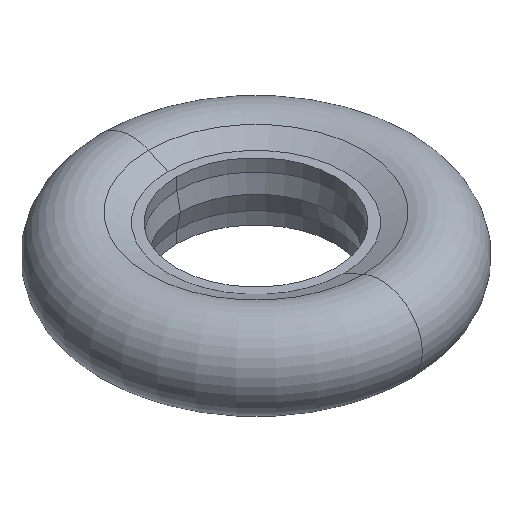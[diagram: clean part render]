
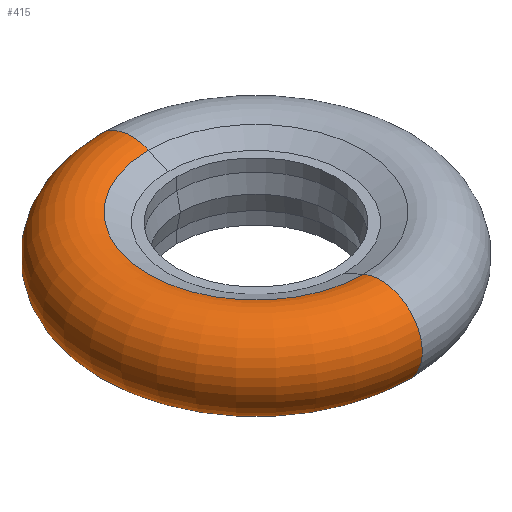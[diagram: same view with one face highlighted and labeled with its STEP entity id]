
A CAD part, isometric view. The second image highlights one B-rep face of the part: STEP entity #415.
In plain terms, the highlighted toroidal (fillet/blend) face has major radius 75 mm and minor radius 25 mm.
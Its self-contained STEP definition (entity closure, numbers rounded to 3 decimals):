
#16 = CARTESIAN_POINT ( 'NONE',  ( 0., -75., -22.5 ) ) ;
#19 = DIRECTION ( 'NONE',  ( 0., 1., 0. ) ) ;
#27 = EDGE_CURVE ( 'NONE', #224, #294, #104, .T. ) ;
#29 = AXIS2_PLACEMENT_3D ( 'NONE', #16, #160, #447 ) ;
#34 = AXIS2_PLACEMENT_3D ( 'NONE', #367, #129, #414 ) ;
#50 = CARTESIAN_POINT ( 'NONE',  ( 0., 0., -22.5 ) ) ;
#55 = CIRCLE ( 'NONE', #307, 64.717 ) ;
#104 = CIRCLE ( 'NONE', #29, 25. ) ;
#110 = ORIENTED_EDGE ( 'NONE', *, *, #425, .F. ) ;
#126 = VERTEX_POINT ( 'NONE', #361 ) ;
#129 = DIRECTION ( 'NONE',  ( 0., 0., 1. ) ) ;
#132 = DIRECTION ( 'NONE',  ( 0., -1., 0. ) ) ;
#133 = CARTESIAN_POINT ( 'NONE',  ( 0., -64.717, -45.287 ) ) ;
#160 = DIRECTION ( 'NONE',  ( -1., 0., 0. ) ) ;
#169 = ORIENTED_EDGE ( 'NONE', *, *, #347, .T. ) ;
#178 = AXIS2_PLACEMENT_3D ( 'NONE', #50, #332, #453 ) ;
#187 = CARTESIAN_POINT ( 'NONE',  ( 0., 75., -22.5 ) ) ;
#203 = EDGE_CURVE ( 'NONE', #126, #337, #290, .T. ) ;
#220 = ORIENTED_EDGE ( 'NONE', *, *, #203, .F. ) ;
#224 = VERTEX_POINT ( 'NONE', #133 ) ;
#231 = CARTESIAN_POINT ( 'NONE',  ( 0., 0., -45.287 ) ) ;
#250 = CIRCLE ( 'NONE', #34, 64.717 ) ;
#269 = DIRECTION ( 'NONE',  ( 0., 0., 1. ) ) ;
#290 = CIRCLE ( 'NONE', #350, 25. ) ;
#293 = EDGE_LOOP ( 'NONE', ( #220, #169, #398, #110 ) ) ;
#294 = VERTEX_POINT ( 'NONE', #318 ) ;
#307 = AXIS2_PLACEMENT_3D ( 'NONE', #231, #269, #132 ) ;
#318 = CARTESIAN_POINT ( 'NONE',  ( 0., -64.717, 0.287 ) ) ;
#327 = TOROIDAL_SURFACE ( 'NONE', #178, 75., 25. ) ;
#332 = DIRECTION ( 'NONE',  ( 0., 0., 1. ) ) ;
#337 = VERTEX_POINT ( 'NONE', #400 ) ;
#344 = DIRECTION ( 'NONE',  ( 1., 0., 0. ) ) ;
#347 = EDGE_CURVE ( 'NONE', #126, #224, #55, .T. ) ;
#350 = AXIS2_PLACEMENT_3D ( 'NONE', #187, #344, #19 ) ;
#361 = CARTESIAN_POINT ( 'NONE',  ( 0., 64.717, -45.287 ) ) ;
#367 = CARTESIAN_POINT ( 'NONE',  ( 0., 0., 0.287 ) ) ;
#398 = ORIENTED_EDGE ( 'NONE', *, *, #27, .T. ) ;
#400 = CARTESIAN_POINT ( 'NONE',  ( 0., 64.717, 0.287 ) ) ;
#414 = DIRECTION ( 'NONE',  ( 0., -1., 0. ) ) ;
#415 = ADVANCED_FACE ( 'NONE', ( #457 ), #327, .T. ) ;
#425 = EDGE_CURVE ( 'NONE', #337, #294, #250, .T. ) ;
#447 = DIRECTION ( 'NONE',  ( 0., 0., 1. ) ) ;
#453 = DIRECTION ( 'NONE',  ( 0., -1., 0. ) ) ;
#457 = FACE_OUTER_BOUND ( 'NONE', #293, .T. ) ;
